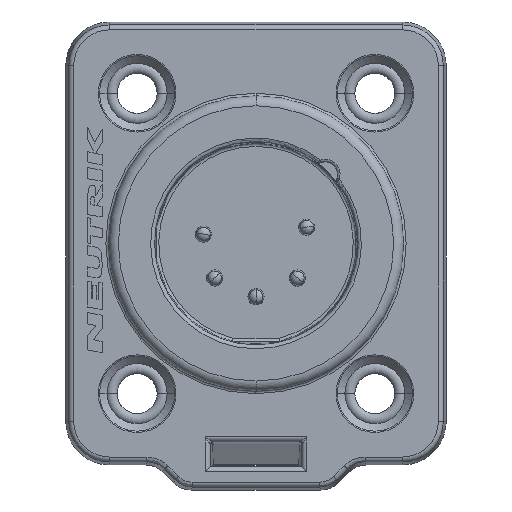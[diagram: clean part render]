
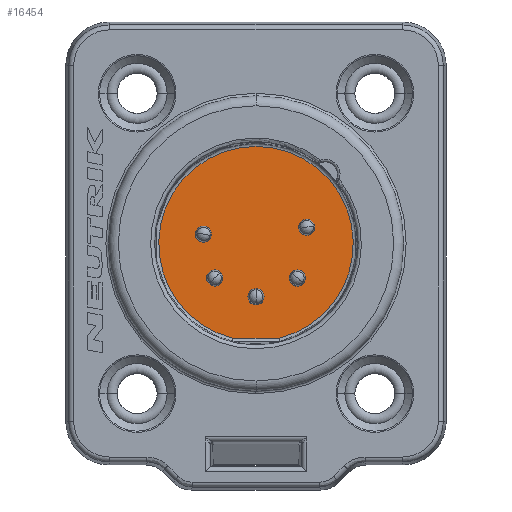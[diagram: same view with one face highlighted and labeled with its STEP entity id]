
A CAD part, top view. The second image highlights one B-rep face of the part: STEP entity #16454.
In plain terms, the highlighted planar face has unit normal (0, 0, 1).
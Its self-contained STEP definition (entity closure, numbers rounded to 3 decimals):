
#1665=CARTESIAN_POINT('',(0.,0.,-6.2));
#1666=DIRECTION('',(0.,0.,1.));
#1667=DIRECTION('',(0.239,-0.971,0.));
#1668=AXIS2_PLACEMENT_3D('',#1665,#1666,#1667);
#1686=DIRECTION('',(-1.,0.,0.));
#1687=VECTOR('',#1686,3.722);
#1688=CARTESIAN_POINT('',(1.861,-7.55,-6.2));
#1689=LINE('',#1688,#1687);
#1690=CARTESIAN_POINT('',(4.05,1.3,-6.2));
#1691=DIRECTION('',(0.,0.,-1.));
#1692=DIRECTION('',(-0.985,-0.174,0.));
#1693=AXIS2_PLACEMENT_3D('',#1690,#1691,#1692);
#1695=CARTESIAN_POINT('',(4.05,1.3,-6.2));
#1696=DIRECTION('',(0.,0.,-1.));
#1697=DIRECTION('',(0.985,0.174,0.));
#1698=AXIS2_PLACEMENT_3D('',#1695,#1696,#1697);
#1746=CARTESIAN_POINT('',(3.3,-2.75,-6.2));
#1747=DIRECTION('',(0.,0.,-1.));
#1748=DIRECTION('',(-0.766,0.643,0.));
#1749=AXIS2_PLACEMENT_3D('',#1746,#1747,#1748);
#1751=CARTESIAN_POINT('',(3.3,-2.75,-6.2));
#1752=DIRECTION('',(0.,0.,-1.));
#1753=DIRECTION('',(0.766,-0.643,0.));
#1754=AXIS2_PLACEMENT_3D('',#1751,#1752,#1753);
#1802=CARTESIAN_POINT('',(0.,-4.25,-6.2));
#1803=DIRECTION('',(0.,0.,-1.));
#1804=DIRECTION('',(0.,1.,0.));
#1805=AXIS2_PLACEMENT_3D('',#1802,#1803,#1804);
#1807=CARTESIAN_POINT('',(0.,-4.25,-6.2));
#1808=DIRECTION('',(0.,0.,-1.));
#1809=DIRECTION('',(0.,-1.,0.));
#1810=AXIS2_PLACEMENT_3D('',#1807,#1808,#1809);
#1858=CARTESIAN_POINT('',(-3.3,-2.75,-6.2));
#1859=DIRECTION('',(0.,0.,-1.));
#1860=DIRECTION('',(0.707,0.707,0.));
#1861=AXIS2_PLACEMENT_3D('',#1858,#1859,#1860);
#1863=CARTESIAN_POINT('',(-3.3,-2.75,-6.2));
#1864=DIRECTION('',(0.,0.,-1.));
#1865=DIRECTION('',(-0.707,-0.707,0.));
#1866=AXIS2_PLACEMENT_3D('',#1863,#1864,#1865);
#1914=CARTESIAN_POINT('',(-4.2,0.75,-6.2));
#1915=DIRECTION('',(0.,0.,-1.));
#1916=DIRECTION('',(0.985,-0.174,0.));
#1917=AXIS2_PLACEMENT_3D('',#1914,#1915,#1916);
#1919=CARTESIAN_POINT('',(-4.2,0.75,-6.2));
#1920=DIRECTION('',(0.,0.,-1.));
#1921=DIRECTION('',(-0.985,0.174,0.));
#1922=AXIS2_PLACEMENT_3D('',#1919,#1920,#1921);
#12359=CARTESIAN_POINT('',(1.861,-7.55,-6.2));
#12360=CARTESIAN_POINT('',(-1.861,-7.55,-6.2));
#12361=VERTEX_POINT('',#12359);
#12362=VERTEX_POINT('',#12360);
#14178=CARTESIAN_POINT('',(3.42,1.189,-6.2));
#14179=CARTESIAN_POINT('',(4.68,1.411,-6.2));
#14180=VERTEX_POINT('',#14178);
#14181=VERTEX_POINT('',#14179);
#14190=CARTESIAN_POINT('',(2.81,-2.339,-6.2));
#14191=CARTESIAN_POINT('',(3.79,-3.161,-6.2));
#14192=VERTEX_POINT('',#14190);
#14193=VERTEX_POINT('',#14191);
#14202=CARTESIAN_POINT('',(0.,-3.61,-6.2));
#14203=CARTESIAN_POINT('',(0.,-4.89,-6.2));
#14204=VERTEX_POINT('',#14202);
#14205=VERTEX_POINT('',#14203);
#14214=CARTESIAN_POINT('',(-2.847,-2.297,-6.2));
#14215=CARTESIAN_POINT('',(-3.753,-3.203,-6.2));
#14216=VERTEX_POINT('',#14214);
#14217=VERTEX_POINT('',#14215);
#14226=CARTESIAN_POINT('',(-3.57,0.639,-6.2));
#14227=CARTESIAN_POINT('',(-4.83,0.861,-6.2));
#14228=VERTEX_POINT('',#14226);
#14229=VERTEX_POINT('',#14227);
#16415=CARTESIAN_POINT('',(0.,0.,-6.2));
#16416=DIRECTION('',(0.,0.,1.));
#16417=DIRECTION('',(0.,1.,0.));
#16418=AXIS2_PLACEMENT_3D('',#16415,#16416,#16417);
#16419=PLANE('',#16418);
#16420=ORIENTED_EDGE('',*,*,#16394,.F.);
#16421=ORIENTED_EDGE('',*,*,#16406,.T.);
#16422=EDGE_LOOP('',(#16420,#16421));
#16423=FACE_OUTER_BOUND('',#16422,.F.);
#16425=ORIENTED_EDGE('',*,*,#16424,.F.);
#16427=ORIENTED_EDGE('',*,*,#16426,.F.);
#16428=EDGE_LOOP('',(#16425,#16427));
#16429=FACE_BOUND('',#16428,.F.);
#16431=ORIENTED_EDGE('',*,*,#16430,.F.);
#16433=ORIENTED_EDGE('',*,*,#16432,.F.);
#16434=EDGE_LOOP('',(#16431,#16433));
#16435=FACE_BOUND('',#16434,.F.);
#16437=ORIENTED_EDGE('',*,*,#16436,.F.);
#16439=ORIENTED_EDGE('',*,*,#16438,.F.);
#16440=EDGE_LOOP('',(#16437,#16439));
#16441=FACE_BOUND('',#16440,.F.);
#16443=ORIENTED_EDGE('',*,*,#16442,.F.);
#16445=ORIENTED_EDGE('',*,*,#16444,.F.);
#16446=EDGE_LOOP('',(#16443,#16445));
#16447=FACE_BOUND('',#16446,.F.);
#16449=ORIENTED_EDGE('',*,*,#16448,.F.);
#16451=ORIENTED_EDGE('',*,*,#16450,.F.);
#16452=EDGE_LOOP('',(#16449,#16451));
#16453=FACE_BOUND('',#16452,.F.);
#16454=ADVANCED_FACE('',(#16423,#16429,#16435,#16441,#16447,#16453),#16419,.T.);
#1669=CIRCLE('',#1668,7.776);
#1694=CIRCLE('',#1693,0.64);
#1699=CIRCLE('',#1698,0.64);
#1750=CIRCLE('',#1749,0.64);
#1755=CIRCLE('',#1754,0.64);
#1806=CIRCLE('',#1805,0.64);
#1811=CIRCLE('',#1810,0.64);
#1862=CIRCLE('',#1861,0.64);
#1867=CIRCLE('',#1866,0.64);
#1918=CIRCLE('',#1917,0.64);
#1923=CIRCLE('',#1922,0.64);
#16394=EDGE_CURVE('',#12361,#12362,#1669,.T.);
#16406=EDGE_CURVE('',#12361,#12362,#1689,.T.);
#16424=EDGE_CURVE('',#14192,#14193,#1750,.T.);
#16426=EDGE_CURVE('',#14193,#14192,#1755,.T.);
#16430=EDGE_CURVE('',#14204,#14205,#1806,.T.);
#16432=EDGE_CURVE('',#14205,#14204,#1811,.T.);
#16436=EDGE_CURVE('',#14216,#14217,#1862,.T.);
#16438=EDGE_CURVE('',#14217,#14216,#1867,.T.);
#16442=EDGE_CURVE('',#14228,#14229,#1918,.T.);
#16444=EDGE_CURVE('',#14229,#14228,#1923,.T.);
#16448=EDGE_CURVE('',#14180,#14181,#1694,.T.);
#16450=EDGE_CURVE('',#14181,#14180,#1699,.T.);
